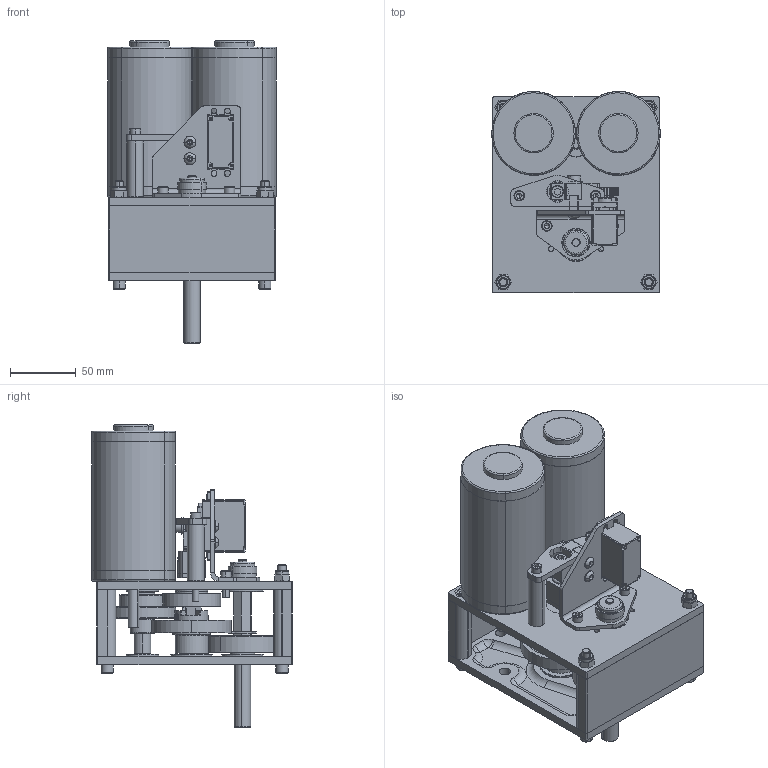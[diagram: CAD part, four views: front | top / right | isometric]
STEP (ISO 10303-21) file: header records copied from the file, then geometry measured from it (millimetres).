
FILE_DESCRIPTION (( 'STEP AP203' ), '1' );
FILE_NAME ('am-2509 Sonic Shifter.STEP', '2013-06-11T16:01:48', ( '' ), ( '' ), 'SwSTEP 2.0', 'SolidWorks 2010', '' );
FILE_SCHEMA (( 'CONFIG_CONTROL_DESIGN' ));
Length unit declared in the file: inch
Products named in the file (58): am-2509 Sonic Shifter; TS Motor Plate Rev1-2; TS Shaft Plate Rev1-2; Spacer Rev1-2; FR8ZZ Bearing; SS Cluster Asm; SS Cluster Shaft; SS Cluster Brass Spacer; 15T Hex Bore Gear; 40T Large Cluster Gear; 28T Medium Cluster Gear; 500 Washer am-1001; SS Shifting Asm; SS Hex Shaft; SS 20T Gear; Shift Shaft Spacer am-0300; Dog Gear; 48T Large Output Gear am-0022; 35T Small Output Gear am-0023; FR6; FR6ZZ Bearing; M2.5 x 20mm SHCS_91290A108; 125 x 124 x 400 Machine Key; R8 Bearing_smart; Shift Body Plate Shaft Asm ; Shift Block 2; Shift Cap; am-0170 Shifter Shaft Rev1; 0.1875 e-clip_97431A280; R3 Bearing_smart; 4-40x0250_shcs_smart; SS 45T Gear; 500 E-klip; SS Wheel Shaft; CIM Motor SW; 94674A537 Captive Nut; Servo Shifter; am-2510 Sonic Shifter Servo Bracket; Geared Servo; Hitec Servo ...
Assembly tree (72 placements, depth 4):
  am-2509 Sonic Shifter
    Pneumatic Shifting
      1.702 Spacer  x2
      SHCS 10-32 x 2.5_SHCS 10-32x2.5  x2
      Cylinder Plate
    SHCS 14-20 x 3  x2
    500 E-klip
    Spacer Rev1-2  x2
    SS Shifting Asm
      125 x 124 x 400 Machine Key
      R8 Bearing_smart
      M2.5 x 20mm SHCS_91290A108
      FR6ZZ Bearing
      Shift Body Plate Shaft Asm 
        Shift Cap
        4-40x0250_shcs_smart  x2
        am-0170 Shifter Shaft Rev1
        0.1875 e-clip_97431A280
        R3 Bearing_smart
        Shift Block 2
      FR6
      48T Large Output Gear am-0022
      35T Small Output Gear am-0023
      SS Hex Shaft
      Shift Shaft Spacer am-0300
      SS 20T Gear
      Dog Gear
    FR6ZZ Bearing  x2
    SS 45T Gear
    CIM Motor SW  x2
    TS Motor Plate Rev1-2
    SS Wheel Shaft
    250-20 Nylock Nut  x2
    94674A537 Captive Nut  x2
    FR8ZZ Bearing  x3
    SS Cluster Asm
      SS Cluster Brass Spacer
      28T Medium Cluster Gear
      500 Washer am-1001
      40T Large Cluster Gear
      SS Cluster Shaft
      15T Hex Bore Gear
    SHCS 14-20 x 2.5  x2
    TS Shaft Plate Rev1-2
    Servo Shifter
      Slide Block
      Rubber washer
      am-2510 Sonic Shifter Servo Bracket
      Servo Rack Slide
      10 Washer_Preferred Narrow FW 0.19
      250 dia 375 long 10-32
      e4p-250-250-encoder
      BHCS 10-32x0.25_SBHCSCREW 0.19-32x0.25-HX-C  x2
      14-20x0625 shcs
      Geared Servo
        12
        Hitec Servo
        24T 32dp Gear
      10-32x0625_shcs_HX-SHCS 0.19-32x1.375x1-C  x2
Bounding box: 128.67 x 153.29 x 230.64 mm (x, y, z)
Volume: 1183657.6 mm3; surface area: 301249.6 mm2
Topology: 66 solids, 66 shells, 2086 faces, 5259 edges, 3347 vertices
Faces by surface type: cylinder 951, plane 632, cone 253, bspline 134, torus 99, sphere 17
Entity records: 66822 total; most frequent: CARTESIAN_POINT 16830, ORIENTED_EDGE 9118, DIRECTION 9113, EDGE_CURVE 4559, AXIS2_PLACEMENT_3D 3491, VERTEX_POINT 2948, LINE 2131, VECTOR 2131
